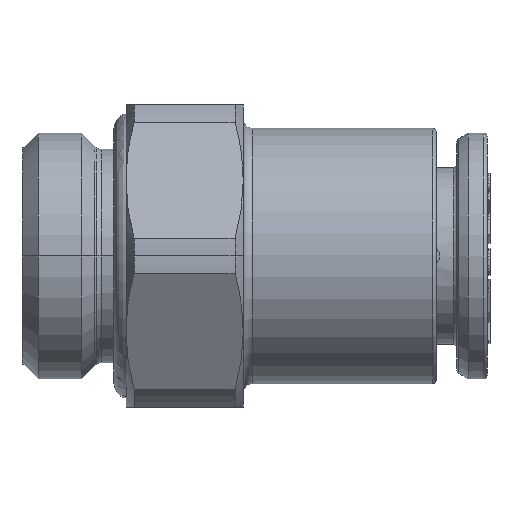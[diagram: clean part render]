
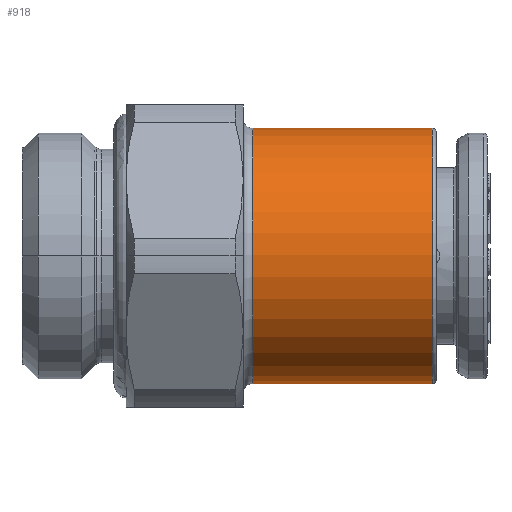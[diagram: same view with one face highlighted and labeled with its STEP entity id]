
A CAD part, front view. The second image highlights one B-rep face of the part: STEP entity #918.
In plain terms, the highlighted cylindrical face has radius 6.75 mm (diameter 13.5 mm), a partial arc.
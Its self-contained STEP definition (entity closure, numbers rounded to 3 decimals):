
#918=ADVANCED_FACE('',(#2423),#2424,.T.);
#2423=FACE_OUTER_BOUND('',#5590,.T.);
#2424=CYLINDRICAL_SURFACE('',#5591,6.75);
#5590=EDGE_LOOP('',(#11388,#11389,#11390,#11391,#11392,#11393));
#5591=AXIS2_PLACEMENT_3D('',#11394,#11395,#11396);
#11388=ORIENTED_EDGE('',*,*,#13493,.T.);
#11389=ORIENTED_EDGE('',*,*,#13490,.T.);
#11390=ORIENTED_EDGE('',*,*,#13251,.T.);
#11391=ORIENTED_EDGE('',*,*,#13492,.F.);
#11392=ORIENTED_EDGE('',*,*,#13237,.F.);
#11393=ORIENTED_EDGE('',*,*,#13495,.F.);
#11394=CARTESIAN_POINT('',(0.0,0.0,0.0));
#11395=DIRECTION('',(1.0,-0.0,0.0));
#11396=DIRECTION('',(0.0,0.0,1.0));
#13237=EDGE_CURVE('',#16220,#16223,#16224,.T.);
#13251=EDGE_CURVE('',#16245,#16249,#16251,.T.);
#13490=EDGE_CURVE('',#16241,#16245,#16628,.T.);
#13492=EDGE_CURVE('',#16223,#16249,#16630,.T.);
#13493=EDGE_CURVE('',#16231,#16241,#16631,.T.);
#13495=EDGE_CURVE('',#16231,#16220,#16633,.T.);
#16220=VERTEX_POINT('',#21551);
#16223=VERTEX_POINT('',#21554);
#16224=CIRCLE('',#21555,6.75);
#16231=VERTEX_POINT('',#21562);
#16241=VERTEX_POINT('',#21572);
#16245=VERTEX_POINT('',#21576);
#16249=VERTEX_POINT('',#21580);
#16251=CIRCLE('',#21582,6.75);
#16628=CIRCLE('',#22269,6.75);
#16630=LINE('',#22271,#22272);
#16631=LINE('',#22273,#22274);
#16633=CIRCLE('',#22276,6.75);
#21551=CARTESIAN_POINT('',(-0.2,-0.072,-6.75));
#21554=CARTESIAN_POINT('',(-0.2,0.0,-6.75));
#21555=AXIS2_PLACEMENT_3D('',#24530,#24531,#24532);
#21562=CARTESIAN_POINT('',(-0.2,0.0,6.75));
#21572=CARTESIAN_POINT('',(-9.7,0.0,6.75));
#21576=CARTESIAN_POINT('',(-9.7,-0.072,-6.75));
#21580=CARTESIAN_POINT('',(-9.7,0.0,-6.75));
#21582=AXIS2_PLACEMENT_3D('',#24572,#24573,#24574);
#22269=AXIS2_PLACEMENT_3D('',#25005,#25006,#25007);
#22271=CARTESIAN_POINT('',(-0.2,0.,-6.75));
#22272=VECTOR('',#25011,9.5);
#22273=CARTESIAN_POINT('',(-0.2,0.,6.75));
#22274=VECTOR('',#25012,9.5);
#22276=AXIS2_PLACEMENT_3D('',#25016,#25017,#25018);
#24530=CARTESIAN_POINT('',(-0.2,0.0,0.0));
#24531=DIRECTION('',(1.0,0.0,-0.0));
#24532=DIRECTION('',(0.0,0.0,1.0));
#24572=CARTESIAN_POINT('',(-9.7,0.0,0.0));
#24573=DIRECTION('',(1.0,0.0,-0.0));
#24574=DIRECTION('',(0.0,0.0,1.0));
#25005=CARTESIAN_POINT('',(-9.7,0.0,0.0));
#25006=DIRECTION('',(1.0,0.0,-0.0));
#25007=DIRECTION('',(0.0,0.0,1.0));
#25011=DIRECTION('',(-1.0,0.,0.0));
#25012=DIRECTION('',(-1.0,0.,0.0));
#25016=CARTESIAN_POINT('',(-0.2,0.0,0.0));
#25017=DIRECTION('',(1.0,0.0,-0.0));
#25018=DIRECTION('',(0.0,0.0,1.0));
